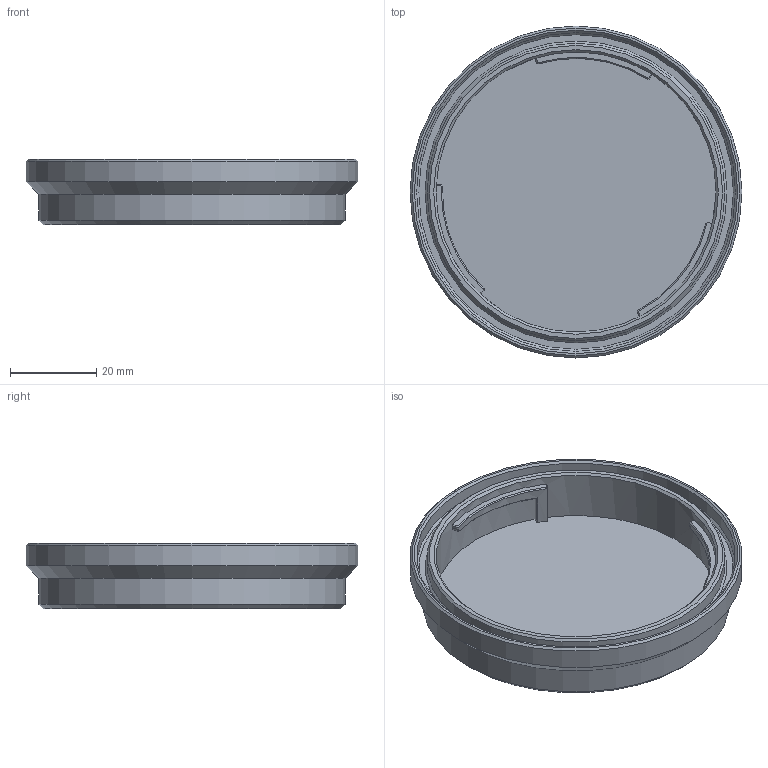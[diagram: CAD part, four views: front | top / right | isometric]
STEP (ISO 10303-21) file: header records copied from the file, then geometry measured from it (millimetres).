
FILE_DESCRIPTION(/* description */ ('Unknown'),/* implementation_level */ '2;1');
FILE_NAME(/* name */ 'fujiGFX_rearCap',/* time_stamp */ '2025-04-08T09:58:19-10:00',/* author */ ('Unknown'),/* organization */ ('Unknown'),/* preprocessor_version */ 'ST-DEVELOPER v18.1',/* originating_system */ 'Solid Edge',/* authorisation */ 'Unknown');
FILE_SCHEMA (('AUTOMOTIVE_DESIGN {1 0 10303 214 3 1 1}'));
Length unit declared in the file: millimetre
Products named in the file (2): dumbAdapter_GFX; mountRearCapGFX
Assembly tree (1 placements, depth 2):
  dumbAdapter_GFX
    mountRearCapGFX
Bounding box: 77 x 77 x 15.15 mm (x, y, z)
Volume: 21713.5 mm3; surface area: 16534.3 mm2
Topology: 1 solids, 1 shells, 103 faces, 253 edges, 158 vertices
Faces by surface type: plane 71, cone 13, cylinder 11, bspline 8
Full cylindrical faces by diameter (mm): 65 x1, 69 x1, 71 x1, 74 x1, 77 x1
Entity records: 3428 total; most frequent: CARTESIAN_POINT 1103, ORIENTED_EDGE 470, DIRECTION 433, EDGE_CURVE 235, LINE 155, VECTOR 155, VERTEX_POINT 155, AXIS2_PLACEMENT_3D 139
